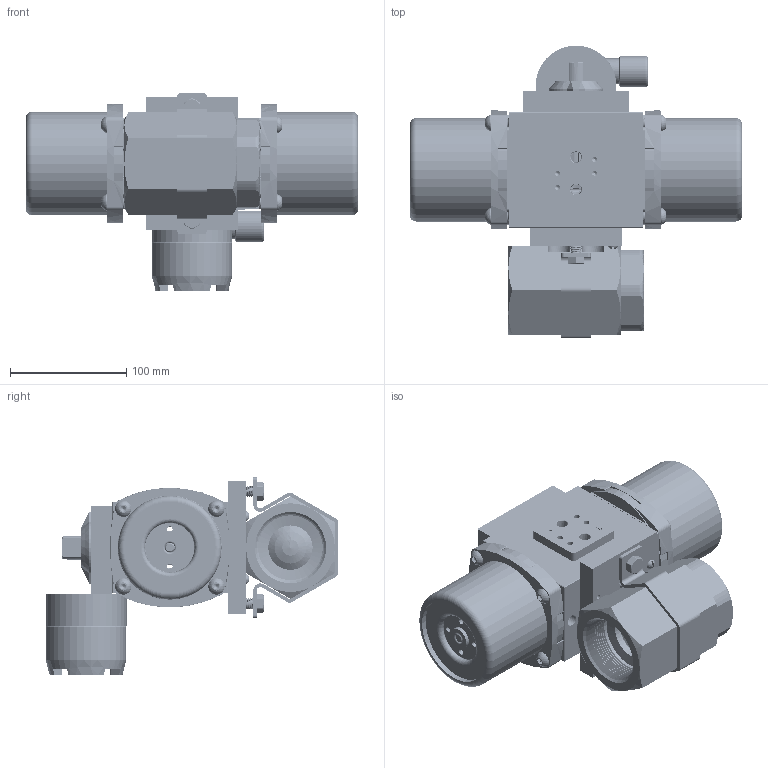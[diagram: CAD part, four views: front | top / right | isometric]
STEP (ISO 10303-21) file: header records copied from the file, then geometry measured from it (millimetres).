
FILE_DESCRIPTION (( 'STEP AP203' ), '1' );
FILE_NAME ('832XXA522SRLS.step', '2018-06-04T12:21:58', ( '' ), ( '' ), 'SwSTEP 2.0', 'SolidWorks 2017', '' );
FILE_SCHEMA (( 'CONFIG_CONTROL_DESIGN' ));
Products named in the file (1): 832XXA522SRLS
Bounding box: 285.09 x 251.41 x 169.5 mm (x, y, z)
Volume: 1577632.5 mm3; surface area: 583988.4 mm2
Topology: 55 solids, 55 shells, 4526 faces, 11494 edges, 7119 vertices
Faces by surface type: cylinder 1807, cone 1667, plane 810, torus 153, bspline 67, sphere 22
Entity records: 158632 total; most frequent: CARTESIAN_POINT 47260, DIRECTION 25128, ORIENTED_EDGE 22736, EDGE_CURVE 11368, AXIS2_PLACEMENT_3D 10149, VERTEX_POINT 7115, CIRCLE 5689, EDGE_LOOP 4903
